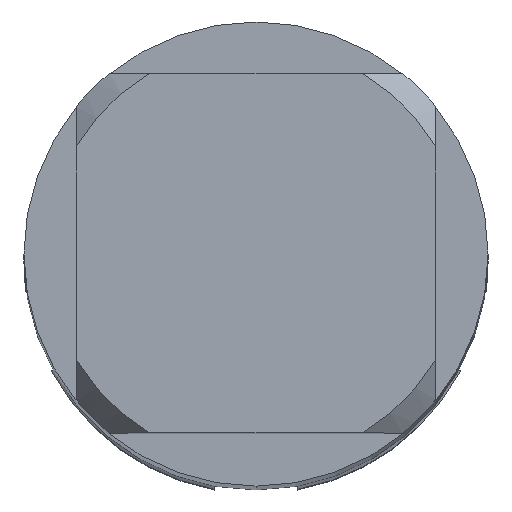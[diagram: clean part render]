
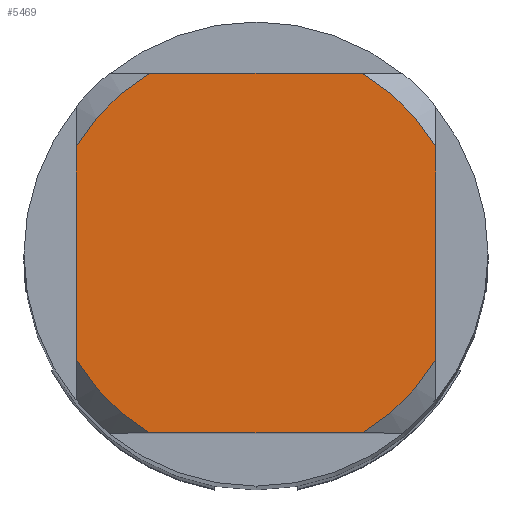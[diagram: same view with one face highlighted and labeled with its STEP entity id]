
A CAD part, top view. The second image highlights one B-rep face of the part: STEP entity #5469.
In plain terms, the highlighted planar face has unit normal (0, 0, 1).
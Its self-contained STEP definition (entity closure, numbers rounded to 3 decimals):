
#2703=VERTEX_POINT('',#7804);
#3119=EDGE_CURVE('',#7319,#7519,#8262,.T.);
#3339=VERTEX_POINT('',#8496);
#3365=EDGE_CURVE('',#4655,#6783,#8525,.T.);
#3481=VERTEX_POINT('',#8648);
#4093=EDGE_CURVE('',#4655,#2703,#9306,.T.);
#4655=VERTEX_POINT('',#9917);
#4743=VERTEX_POINT('',#10009);
#4805=EDGE_CURVE('',#3481,#6783,#10082,.T.);
#4973=EDGE_CURVE('',#3339,#4743,#10264,.T.);
#5469=ADVANCED_FACE('',(#10814),#10815,.T.);
#5743=EDGE_CURVE('',#3481,#4743,#11115,.T.);
#6053=EDGE_CURVE('',#7319,#2703,#11449,.T.);
#6783=VERTEX_POINT('',#12238);
#7095=EDGE_CURVE('',#3339,#7519,#12579,.T.);
#7319=VERTEX_POINT('',#12819);
#7519=VERTEX_POINT('',#13037);
#7804=CARTESIAN_POINT('',(-3.1,-1.83,0.0));
#8262=CIRCLE('',#14296,3.6);
#8496=CARTESIAN_POINT('',(1.83,3.1,0.0));
#8525=LINE('',#14718,#14719);
#8648=CARTESIAN_POINT('',(3.1,-1.83,0.0));
#9306=CIRCLE('',#16177,3.6);
#9917=CARTESIAN_POINT('',(-1.83,-3.1,0.0));
#10009=CARTESIAN_POINT('',(3.1,1.83,0.0));
#10082=CIRCLE('',#17559,3.6);
#10264=CIRCLE('',#17877,3.6);
#10814=FACE_OUTER_BOUND('',#18859,.T.);
#10815=PLANE('',#18860);
#11115=LINE('',#19434,#19435);
#11449=LINE('',#20052,#20053);
#12238=CARTESIAN_POINT('',(1.83,-3.1,0.0));
#12579=LINE('',#22138,#22139);
#12819=CARTESIAN_POINT('',(-3.1,1.83,0.0));
#13037=CARTESIAN_POINT('',(-1.83,3.1,0.0));
#14296=AXIS2_PLACEMENT_3D('',#23898,#23899,#23900);
#14718=CARTESIAN_POINT('',(0.0,-3.1,0.0));
#14719=VECTOR('',#24136,1.0);
#16177=AXIS2_PLACEMENT_3D('',#24916,#24917,#24918);
#17559=AXIS2_PLACEMENT_3D('',#25813,#25814,#25815);
#17877=AXIS2_PLACEMENT_3D('',#26015,#26016,#26017);
#18859=EDGE_LOOP('',(#26652,#26653,#26654,#26655,#26656,#26657,#26658,#26659));
#18860=AXIS2_PLACEMENT_3D('',#26660,#26661,#26662);
#19434=CARTESIAN_POINT('',(3.1,0.9,0.0));
#19435=VECTOR('',#27073,1.0);
#20052=CARTESIAN_POINT('',(-3.1,0.9,0.0));
#20053=VECTOR('',#27412,1.0);
#22138=CARTESIAN_POINT('',(0.0,3.1,0.0));
#22139=VECTOR('',#28615,1.0);
#23898=CARTESIAN_POINT('',(0.0,0.0,0.0));
#23899=DIRECTION('',(0.0,0.0,-1.0));
#23900=DIRECTION('',(0.0,1.0,0.0));
#24136=DIRECTION('',(1.0,0.0,0.0));
#24916=CARTESIAN_POINT('',(0.0,0.0,0.0));
#24917=DIRECTION('',(0.0,0.0,-1.0));
#24918=DIRECTION('',(0.0,1.0,0.0));
#25813=CARTESIAN_POINT('',(0.0,0.0,0.0));
#25814=DIRECTION('',(0.0,0.0,-1.0));
#25815=DIRECTION('',(0.0,1.0,0.0));
#26015=CARTESIAN_POINT('',(0.0,0.0,0.0));
#26016=DIRECTION('',(0.0,0.0,-1.0));
#26017=DIRECTION('',(0.0,1.0,0.0));
#26652=ORIENTED_EDGE('',*,*,#6053,.T.);
#26653=ORIENTED_EDGE('',*,*,#4093,.F.);
#26654=ORIENTED_EDGE('',*,*,#3365,.T.);
#26655=ORIENTED_EDGE('',*,*,#4805,.F.);
#26656=ORIENTED_EDGE('',*,*,#5743,.T.);
#26657=ORIENTED_EDGE('',*,*,#4973,.F.);
#26658=ORIENTED_EDGE('',*,*,#7095,.T.);
#26659=ORIENTED_EDGE('',*,*,#3119,.F.);
#26660=CARTESIAN_POINT('',(0.0,1.8,0.0));
#26661=DIRECTION('',(-0.0,0.0,1.0));
#26662=DIRECTION('',(0.0,-1.0,0.0));
#27073=DIRECTION('',(-0.0,1.0,0.0));
#27412=DIRECTION('',(-0.0,-1.0,0.0));
#28615=DIRECTION('',(-1.0,0.0,0.0));
